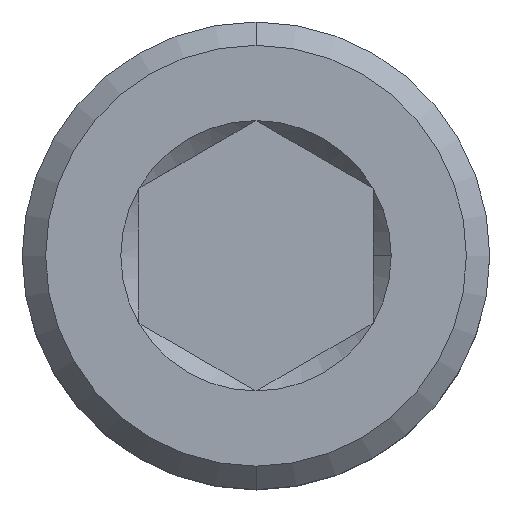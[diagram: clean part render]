
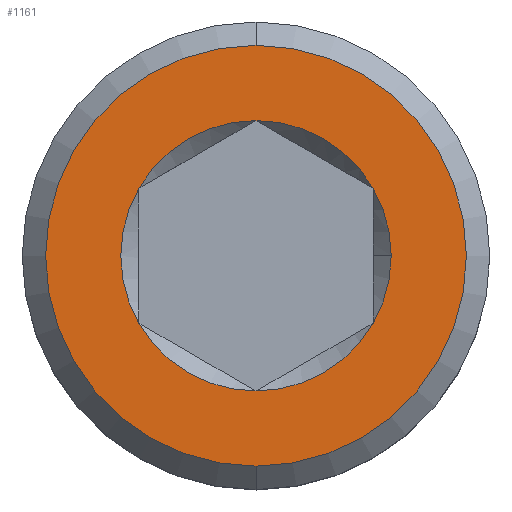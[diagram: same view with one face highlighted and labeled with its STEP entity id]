
A CAD part, top view. The second image highlights one B-rep face of the part: STEP entity #1161.
In plain terms, the highlighted planar face has unit normal (0, 0, 1).
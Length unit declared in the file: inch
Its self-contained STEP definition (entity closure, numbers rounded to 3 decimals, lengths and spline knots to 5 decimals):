
#205 = CARTESIAN_POINT ( 'NONE',  ( 0., 0.1404, 1.095 ) ) ;
#305 = CARTESIAN_POINT ( 'NONE',  ( 0., 0., 1.095 ) ) ;
#319 = ORIENTED_EDGE ( 'NONE', *, *, #4558, .F. ) ;
#645 = CARTESIAN_POINT ( 'NONE',  ( 0., 0., 1.095 ) ) ;
#886 = VERTEX_POINT ( 'NONE', #2357 ) ;
#893 = DIRECTION ( 'NONE',  ( 0., 0., 1. ) ) ;
#984 = EDGE_CURVE ( 'NONE', #1407, #2984, #2866, .T. ) ;
#1085 = DIRECTION ( 'NONE',  ( 0., 1., 0. ) ) ;
#1113 = EDGE_CURVE ( 'NONE', #7298, #886, #8328, .T. ) ;
#1139 = PLANE ( 'NONE',  #4913 ) ;
#1161 = ADVANCED_FACE ( 'NONE', ( #8624, #7220 ), #1139, .F. ) ;
#1287 = VERTEX_POINT ( 'NONE', #2112 ) ;
#1318 = DIRECTION ( 'NONE',  ( 0., 0., 1. ) ) ;
#1324 = CARTESIAN_POINT ( 'NONE',  ( 0., 0., 1.095 ) ) ;
#1407 = VERTEX_POINT ( 'NONE', #5268 ) ;
#1641 = CIRCLE ( 'NONE', #2135, 0.09021 ) ;
#1858 = DIRECTION ( 'NONE',  ( 0., 0., 1. ) ) ;
#1859 = DIRECTION ( 'NONE',  ( 1., 0., 0. ) ) ;
#1908 = CARTESIAN_POINT ( 'NONE',  ( 0.07813, -0.04511, 1.095 ) ) ;
#1966 = DIRECTION ( 'NONE',  ( 0., 1., 0. ) ) ;
#2112 = CARTESIAN_POINT ( 'NONE',  ( 0.09021, 0., 1.095 ) ) ;
#2135 = AXIS2_PLACEMENT_3D ( 'NONE', #6424, #3326, #1859 ) ;
#2236 = VERTEX_POINT ( 'NONE', #7782 ) ;
#2357 = CARTESIAN_POINT ( 'NONE',  ( 0., -0.1404, 1.095 ) ) ;
#2686 = DIRECTION ( 'NONE',  ( 0., 0., 1. ) ) ;
#2724 = CARTESIAN_POINT ( 'NONE',  ( -0.07812, 0.04511, 1.095 ) ) ;
#2750 = CIRCLE ( 'NONE', #5253, 0.09021 ) ;
#2768 = EDGE_LOOP ( 'NONE', ( #8562, #6551, #3747, #7994, #319, #7498, #7762 ) ) ;
#2803 = CARTESIAN_POINT ( 'NONE',  ( 0., 0., 1.095 ) ) ;
#2866 = CIRCLE ( 'NONE', #7712, 0.09021 ) ;
#2884 = AXIS2_PLACEMENT_3D ( 'NONE', #1324, #6581, #3721 ) ;
#2984 = VERTEX_POINT ( 'NONE', #2724 ) ;
#3043 = CIRCLE ( 'NONE', #5099, 0.1404 ) ;
#3166 = AXIS2_PLACEMENT_3D ( 'NONE', #6387, #4227, #1966 ) ;
#3276 = DIRECTION ( 'NONE',  ( 0., 0., 1. ) ) ;
#3326 = DIRECTION ( 'NONE',  ( 0., 0., 1. ) ) ;
#3464 = CARTESIAN_POINT ( 'NONE',  ( 0., 0., 1.095 ) ) ;
#3721 = DIRECTION ( 'NONE',  ( 1., 0., 0. ) ) ;
#3747 = ORIENTED_EDGE ( 'NONE', *, *, #7543, .F. ) ;
#4127 = DIRECTION ( 'NONE',  ( 0., 0., -1. ) ) ;
#4147 = CIRCLE ( 'NONE', #5388, 0.09021 ) ;
#4160 = CIRCLE ( 'NONE', #4467, 0.09021 ) ;
#4208 = DIRECTION ( 'NONE',  ( 1., 0., 0. ) ) ;
#4227 = DIRECTION ( 'NONE',  ( 0., 0., 1. ) ) ;
#4277 = CARTESIAN_POINT ( 'NONE',  ( 0., 0.156, 1.095 ) ) ;
#4467 = AXIS2_PLACEMENT_3D ( 'NONE', #3464, #2686, #4208 ) ;
#4558 = EDGE_CURVE ( 'NONE', #2236, #7409, #8833, .T. ) ;
#4612 = CARTESIAN_POINT ( 'NONE',  ( 0., 0., 1.095 ) ) ;
#4913 = AXIS2_PLACEMENT_3D ( 'NONE', #4277, #4127, #5802 ) ;
#4937 = AXIS2_PLACEMENT_3D ( 'NONE', #645, #1318, #7980 ) ;
#5000 = CARTESIAN_POINT ( 'NONE',  ( -0.07813, -0.04511, 1.095 ) ) ;
#5099 = AXIS2_PLACEMENT_3D ( 'NONE', #9249, #3276, #1085 ) ;
#5179 = EDGE_CURVE ( 'NONE', #2984, #5385, #4147, .T. ) ;
#5253 = AXIS2_PLACEMENT_3D ( 'NONE', #2803, #8089, #9560 ) ;
#5268 = CARTESIAN_POINT ( 'NONE',  ( 0., 0.09021, 1.095 ) ) ;
#5385 = VERTEX_POINT ( 'NONE', #5000 ) ;
#5388 = AXIS2_PLACEMENT_3D ( 'NONE', #305, #1858, #6378 ) ;
#5475 = EDGE_CURVE ( 'NONE', #6053, #1407, #6511, .T. ) ;
#5672 = CARTESIAN_POINT ( 'NONE',  ( 0.07813, 0.04511, 1.095 ) ) ;
#5688 = EDGE_LOOP ( 'NONE', ( #7668, #6846 ) ) ;
#5802 = DIRECTION ( 'NONE',  ( 0., 1., 0. ) ) ;
#6053 = VERTEX_POINT ( 'NONE', #5672 ) ;
#6284 = DIRECTION ( 'NONE',  ( 1., 0., 0. ) ) ;
#6378 = DIRECTION ( 'NONE',  ( 1., 0., 0. ) ) ;
#6387 = CARTESIAN_POINT ( 'NONE',  ( 0., 0., 1.095 ) ) ;
#6424 = CARTESIAN_POINT ( 'NONE',  ( 0., 0., 1.095 ) ) ;
#6511 = CIRCLE ( 'NONE', #4937, 0.09021 ) ;
#6551 = ORIENTED_EDGE ( 'NONE', *, *, #5475, .F. ) ;
#6581 = DIRECTION ( 'NONE',  ( 0., 0., 1. ) ) ;
#6846 = ORIENTED_EDGE ( 'NONE', *, *, #7152, .T. ) ;
#7152 = EDGE_CURVE ( 'NONE', #886, #7298, #3043, .T. ) ;
#7220 = FACE_BOUND ( 'NONE', #2768, .T. ) ;
#7298 = VERTEX_POINT ( 'NONE', #205 ) ;
#7409 = VERTEX_POINT ( 'NONE', #1908 ) ;
#7498 = ORIENTED_EDGE ( 'NONE', *, *, #8103, .F. ) ;
#7543 = EDGE_CURVE ( 'NONE', #1287, #6053, #1641, .T. ) ;
#7668 = ORIENTED_EDGE ( 'NONE', *, *, #1113, .T. ) ;
#7712 = AXIS2_PLACEMENT_3D ( 'NONE', #4612, #893, #6284 ) ;
#7762 = ORIENTED_EDGE ( 'NONE', *, *, #5179, .F. ) ;
#7782 = CARTESIAN_POINT ( 'NONE',  ( 0., -0.09021, 1.095 ) ) ;
#7980 = DIRECTION ( 'NONE',  ( 1., 0., 0. ) ) ;
#7994 = ORIENTED_EDGE ( 'NONE', *, *, #8819, .F. ) ;
#8089 = DIRECTION ( 'NONE',  ( 0., 0., 1. ) ) ;
#8103 = EDGE_CURVE ( 'NONE', #5385, #2236, #4160, .T. ) ;
#8328 = CIRCLE ( 'NONE', #3166, 0.1404 ) ;
#8562 = ORIENTED_EDGE ( 'NONE', *, *, #984, .F. ) ;
#8624 = FACE_OUTER_BOUND ( 'NONE', #5688, .T. ) ;
#8819 = EDGE_CURVE ( 'NONE', #7409, #1287, #2750, .T. ) ;
#8833 = CIRCLE ( 'NONE', #2884, 0.09021 ) ;
#9249 = CARTESIAN_POINT ( 'NONE',  ( 0., 0., 1.095 ) ) ;
#9560 = DIRECTION ( 'NONE',  ( 1., 0., 0. ) ) ;
